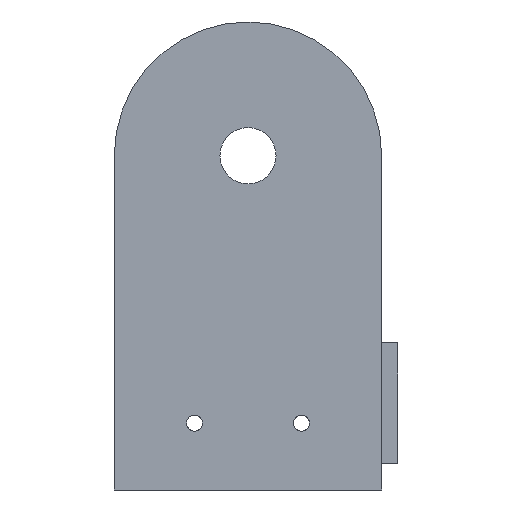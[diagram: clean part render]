
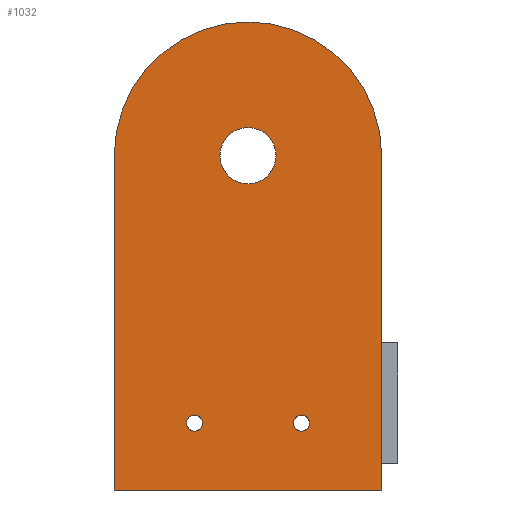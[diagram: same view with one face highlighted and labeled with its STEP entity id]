
A CAD part, left-side view. The second image highlights one B-rep face of the part: STEP entity #1032.
In plain terms, the highlighted planar face has unit normal (-1, 0, 0).
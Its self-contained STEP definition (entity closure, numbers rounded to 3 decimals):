
#29 = DIRECTION ( 'NONE',  ( 0., 0., 1. ) ) ;
#42 = ORIENTED_EDGE ( 'NONE', *, *, #1705, .F. ) ;
#49 = DIRECTION ( 'NONE',  ( 0., -1., 0. ) ) ;
#70 = AXIS2_PLACEMENT_3D ( 'NONE', #213, #1696, #480 ) ;
#71 = ORIENTED_EDGE ( 'NONE', *, *, #1352, .T. ) ;
#96 = DIRECTION ( 'NONE',  ( 0., 0., 1. ) ) ;
#104 = VERTEX_POINT ( 'NONE', #960 ) ;
#105 = DIRECTION ( 'NONE',  ( -1., 0., 0. ) ) ;
#122 = VERTEX_POINT ( 'NONE', #519 ) ;
#183 = EDGE_CURVE ( 'NONE', #1129, #441, #1593, .T. ) ;
#187 = DIRECTION ( 'NONE',  ( 0., 0., 1. ) ) ;
#203 = CARTESIAN_POINT ( 'NONE',  ( -50., 50., -10. ) ) ;
#213 = CARTESIAN_POINT ( 'NONE',  ( -50., 0., 115. ) ) ;
#220 = DIRECTION ( 'NONE',  ( -1., 0., 0. ) ) ;
#223 = ORIENTED_EDGE ( 'NONE', *, *, #1291, .T. ) ;
#236 = CIRCLE ( 'NONE', #615, 10.5 ) ;
#237 = EDGE_CURVE ( 'NONE', #1574, #1129, #1337, .T. ) ;
#243 = CARTESIAN_POINT ( 'NONE',  ( -50., -20., 18. ) ) ;
#268 = VERTEX_POINT ( 'NONE', #243 ) ;
#288 = CARTESIAN_POINT ( 'NONE',  ( -50., -50., 115. ) ) ;
#294 = PLANE ( 'NONE',  #1118 ) ;
#352 = CARTESIAN_POINT ( 'NONE',  ( -50., 50., -10. ) ) ;
#365 = EDGE_LOOP ( 'NONE', ( #653, #481 ) ) ;
#372 = EDGE_CURVE ( 'NONE', #122, #268, #1019, .T. ) ;
#387 = VECTOR ( 'NONE', #730, 1000. ) ;
#438 = CARTESIAN_POINT ( 'NONE',  ( -50., 0., -10. ) ) ;
#441 = VERTEX_POINT ( 'NONE', #288 ) ;
#462 = CARTESIAN_POINT ( 'NONE',  ( -50., 0., 115. ) ) ;
#472 = EDGE_LOOP ( 'NONE', ( #42, #1738 ) ) ;
#480 = DIRECTION ( 'NONE',  ( 0., 0., -1. ) ) ;
#481 = ORIENTED_EDGE ( 'NONE', *, *, #691, .F. ) ;
#519 = CARTESIAN_POINT ( 'NONE',  ( -50., -20., 12. ) ) ;
#522 = CIRCLE ( 'NONE', #1531, 10.5 ) ;
#526 = DIRECTION ( 'NONE',  ( 0., 0., 1. ) ) ;
#547 = CARTESIAN_POINT ( 'NONE',  ( -50., 0., 165. ) ) ;
#561 = CARTESIAN_POINT ( 'NONE',  ( -50., 50., 115. ) ) ;
#566 = AXIS2_PLACEMENT_3D ( 'NONE', #746, #1296, #1175 ) ;
#576 = CARTESIAN_POINT ( 'NONE',  ( -50., 0., 115. ) ) ;
#600 = VERTEX_POINT ( 'NONE', #630 ) ;
#615 = AXIS2_PLACEMENT_3D ( 'NONE', #576, #220, #882 ) ;
#627 = ORIENTED_EDGE ( 'NONE', *, *, #372, .F. ) ;
#630 = CARTESIAN_POINT ( 'NONE',  ( -50., 20., 18. ) ) ;
#653 = ORIENTED_EDGE ( 'NONE', *, *, #1219, .F. ) ;
#676 = LINE ( 'NONE', #1214, #1422 ) ;
#681 = FACE_BOUND ( 'NONE', #472, .T. ) ;
#691 = EDGE_CURVE ( 'NONE', #704, #983, #522, .T. ) ;
#700 = CARTESIAN_POINT ( 'NONE',  ( -50., 0., 125.5 ) ) ;
#704 = VERTEX_POINT ( 'NONE', #865 ) ;
#707 = ORIENTED_EDGE ( 'NONE', *, *, #237, .F. ) ;
#730 = DIRECTION ( 'NONE',  ( 0., 0., 1. ) ) ;
#734 = DIRECTION ( 'NONE',  ( 0., 0., 1. ) ) ;
#736 = VERTEX_POINT ( 'NONE', #352 ) ;
#742 = ORIENTED_EDGE ( 'NONE', *, *, #1686, .F. ) ;
#746 = CARTESIAN_POINT ( 'NONE',  ( -50., 0., 115. ) ) ;
#840 = CIRCLE ( 'NONE', #1561, 3. ) ;
#846 = DIRECTION ( 'NONE',  ( 0., 0., 1. ) ) ;
#865 = CARTESIAN_POINT ( 'NONE',  ( -50., 0., 104.5 ) ) ;
#882 = DIRECTION ( 'NONE',  ( 0., 0., 1. ) ) ;
#906 = EDGE_LOOP ( 'NONE', ( #742, #627 ) ) ;
#936 = FACE_BOUND ( 'NONE', #906, .T. ) ;
#947 = CARTESIAN_POINT ( 'NONE',  ( -50., 20., 15. ) ) ;
#960 = CARTESIAN_POINT ( 'NONE',  ( -50., -50., -10. ) ) ;
#983 = VERTEX_POINT ( 'NONE', #700 ) ;
#999 = ORIENTED_EDGE ( 'NONE', *, *, #1344, .F. ) ;
#1002 = DIRECTION ( 'NONE',  ( -1., 0., 0. ) ) ;
#1019 = CIRCLE ( 'NONE', #1482, 3. ) ;
#1024 = VERTEX_POINT ( 'NONE', #1530 ) ;
#1032 = ADVANCED_FACE ( 'NONE', ( #681, #936, #1217, #1653 ), #294, .T. ) ;
#1086 = EDGE_CURVE ( 'NONE', #1024, #600, #1264, .T. ) ;
#1097 = CARTESIAN_POINT ( 'NONE',  ( -50., -20., 15. ) ) ;
#1118 = AXIS2_PLACEMENT_3D ( 'NONE', #438, #1617, #187 ) ;
#1129 = VERTEX_POINT ( 'NONE', #547 ) ;
#1137 = CARTESIAN_POINT ( 'NONE',  ( -50., 20., 15. ) ) ;
#1142 = CARTESIAN_POINT ( 'NONE',  ( -50., 0., -10. ) ) ;
#1164 = EDGE_LOOP ( 'NONE', ( #71, #1524, #707, #999, #223 ) ) ;
#1175 = DIRECTION ( 'NONE',  ( 0., 0., -1. ) ) ;
#1180 = VECTOR ( 'NONE', #49, 1000. ) ;
#1214 = CARTESIAN_POINT ( 'NONE',  ( -50., -50., -10. ) ) ;
#1217 = FACE_BOUND ( 'NONE', #365, .T. ) ;
#1219 = EDGE_CURVE ( 'NONE', #983, #704, #236, .T. ) ;
#1250 = DIRECTION ( 'NONE',  ( -1., 0., 0. ) ) ;
#1264 = CIRCLE ( 'NONE', #1442, 3. ) ;
#1266 = LINE ( 'NONE', #1142, #1180 ) ;
#1291 = EDGE_CURVE ( 'NONE', #736, #104, #1266, .T. ) ;
#1296 = DIRECTION ( 'NONE',  ( 1., 0., 0. ) ) ;
#1337 = CIRCLE ( 'NONE', #566, 50. ) ;
#1344 = EDGE_CURVE ( 'NONE', #736, #1574, #1414, .T. ) ;
#1352 = EDGE_CURVE ( 'NONE', #104, #441, #676, .T. ) ;
#1414 = LINE ( 'NONE', #203, #387 ) ;
#1422 = VECTOR ( 'NONE', #526, 1000. ) ;
#1438 = AXIS2_PLACEMENT_3D ( 'NONE', #1552, #105, #734 ) ;
#1442 = AXIS2_PLACEMENT_3D ( 'NONE', #947, #1498, #29 ) ;
#1455 = DIRECTION ( 'NONE',  ( -1., 0., 0. ) ) ;
#1482 = AXIS2_PLACEMENT_3D ( 'NONE', #1097, #1250, #846 ) ;
#1498 = DIRECTION ( 'NONE',  ( -1., 0., 0. ) ) ;
#1524 = ORIENTED_EDGE ( 'NONE', *, *, #183, .F. ) ;
#1530 = CARTESIAN_POINT ( 'NONE',  ( -50., 20., 12. ) ) ;
#1531 = AXIS2_PLACEMENT_3D ( 'NONE', #462, #1002, #1554 ) ;
#1552 = CARTESIAN_POINT ( 'NONE',  ( -50., -20., 15. ) ) ;
#1554 = DIRECTION ( 'NONE',  ( 0., 0., 1. ) ) ;
#1561 = AXIS2_PLACEMENT_3D ( 'NONE', #1137, #1455, #96 ) ;
#1574 = VERTEX_POINT ( 'NONE', #561 ) ;
#1593 = CIRCLE ( 'NONE', #70, 50. ) ;
#1617 = DIRECTION ( 'NONE',  ( -1., 0., 0. ) ) ;
#1627 = CIRCLE ( 'NONE', #1438, 3. ) ;
#1653 = FACE_OUTER_BOUND ( 'NONE', #1164, .T. ) ;
#1686 = EDGE_CURVE ( 'NONE', #268, #122, #1627, .T. ) ;
#1696 = DIRECTION ( 'NONE',  ( 1., 0., 0. ) ) ;
#1705 = EDGE_CURVE ( 'NONE', #600, #1024, #840, .T. ) ;
#1738 = ORIENTED_EDGE ( 'NONE', *, *, #1086, .F. ) ;
